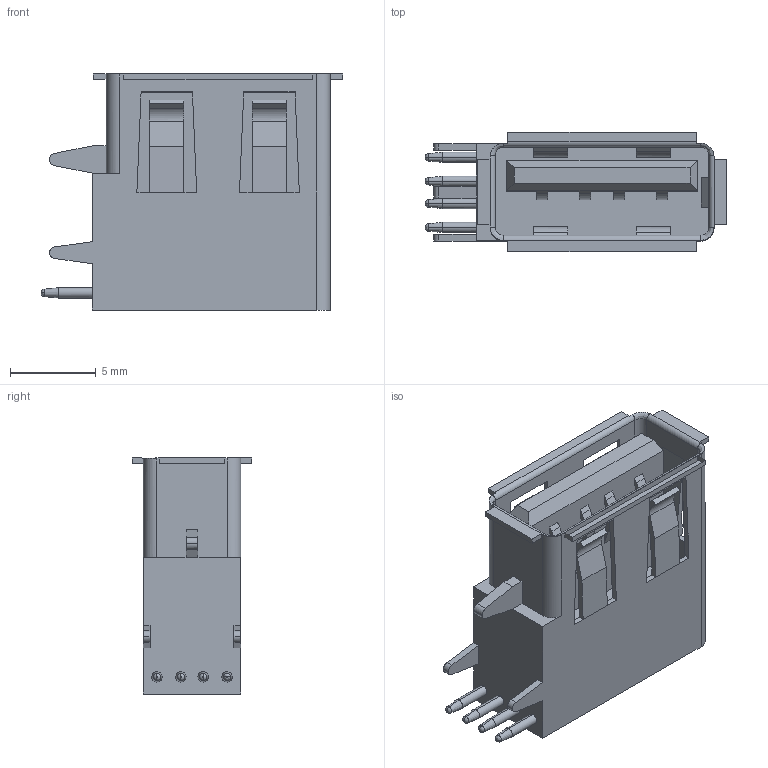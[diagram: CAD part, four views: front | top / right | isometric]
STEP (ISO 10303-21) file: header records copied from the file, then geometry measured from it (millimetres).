
FILE_DESCRIPTION (( 'STEP AP214' ), '1' );
FILE_NAME ('Universal USB.STEP', '2016-11-18T10:24:00', ( '' ), ( '' ), 'SwSTEP 2.0', 'SolidWorks 2016', '' );
FILE_SCHEMA (( 'AUTOMOTIVE_DESIGN' ));
Length unit declared in the file: millimetre
Products named in the file (1): Universal USB
Bounding box: 17.65 x 7 x 13.8 mm (x, y, z)
Volume: 666.9 mm3; surface area: 1261.3 mm2
Topology: 1 solids, 1 shells, 212 faces, 577 edges, 372 vertices
Faces by surface type: plane 148, cylinder 44, cone 8, torus 6, bspline 6
Entity records: 9485 total; most frequent: CARTESIAN_POINT 2027, ORIENTED_EDGE 1154, DIRECTION 884, EDGE_CURVE 577, VECTOR 394, LINE 394, VERTEX_POINT 372, AXIS2_PLACEMENT_3D 245
